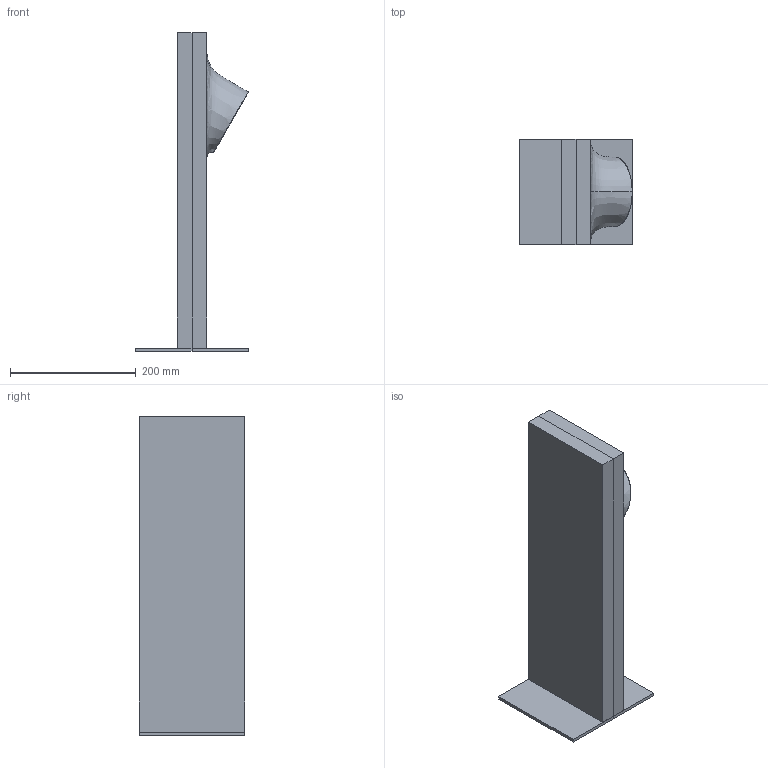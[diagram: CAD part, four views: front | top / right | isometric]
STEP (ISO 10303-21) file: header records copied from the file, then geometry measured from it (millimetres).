
FILE_DESCRIPTION(/* description */ (''),/* implementation_level */ '2;1');
FILE_NAME(/* name */ 'Ciclope_Monofacciale_H50_3D',/* time_stamp */ '2011-11-17T14:42:05+01:00',/* author */ (''),/* organization */ (''),/* preprocessor_version */ 'ST-DEVELOPER v10',/* originating_system */ '',/* authorisation */ '');
FILE_SCHEMA (('CONFIG_CONTROL_DESIGN'));
Length unit declared in the file: millimetre
Products named in the file (1): 1
Bounding box: 180 x 167 x 505.5 mm (x, y, z)
Volume: 150300 mm3; surface area: 297695.5 mm2
Topology: 1 solids, 5 shells, 56 faces, 149 edges, 101 vertices
Faces by surface type: bspline 29, plane 27
Entity records: 4531 total; most frequent: CARTESIAN_POINT 3562, ORIENTED_EDGE 255, EDGE_CURVE 149, VERTEX_POINT 101, B_SPLINE_CURVE_WITH_KNOTS 92, EDGE_LOOP 61, ADVANCED_FACE 56, FACE_OUTER_BOUND 56
